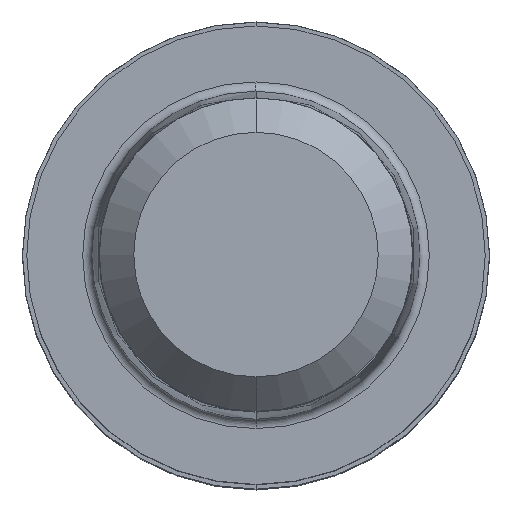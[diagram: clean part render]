
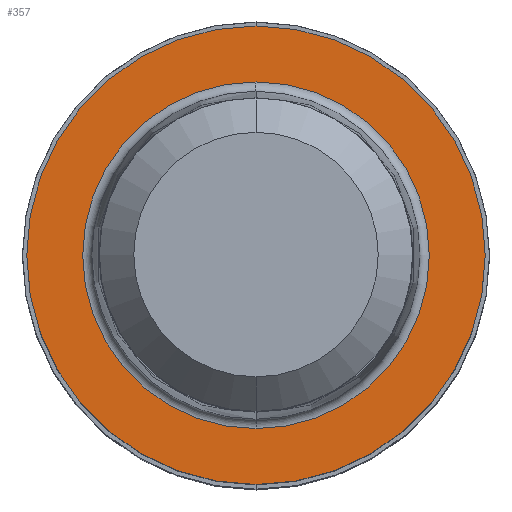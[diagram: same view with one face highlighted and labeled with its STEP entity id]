
A CAD part, top view. The second image highlights one B-rep face of the part: STEP entity #357.
In plain terms, the highlighted planar face has unit normal (0, 0, 1).
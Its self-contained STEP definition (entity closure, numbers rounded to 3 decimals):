
#191=VERTEX_POINT('',#526);
#295=EDGE_CURVE('',#491,#191,#645,.T.);
#303=EDGE_CURVE('',#493,#369,#653,.T.);
#357=ADVANCED_FACE('',(#711,#712),#713,.T.);
#369=VERTEX_POINT('',#727);
#453=EDGE_CURVE('',#191,#491,#825,.T.);
#491=VERTEX_POINT('',#868);
#493=VERTEX_POINT('',#870);
#501=EDGE_CURVE('',#369,#493,#878,.T.);
#526=CARTESIAN_POINT('',(0.,-7.85,0.01));
#645=CIRCLE('',#1045,7.85);
#653=CIRCLE('',#1059,5.935);
#711=FACE_OUTER_BOUND('',#1137,.T.);
#712=FACE_BOUND('',#1138,.T.);
#713=PLANE('',#1139);
#727=CARTESIAN_POINT('',(0.0,5.935,0.01));
#825=CIRCLE('',#1276,7.85);
#868=CARTESIAN_POINT('',(0.0,7.85,0.01));
#870=CARTESIAN_POINT('',(0.,-5.935,0.01));
#878=CIRCLE('',#1344,5.935);
#1045=AXIS2_PLACEMENT_3D('',#1494,#1495,#1496);
#1059=AXIS2_PLACEMENT_3D('',#1502,#1503,#1504);
#1137=EDGE_LOOP('',(#1573,#1574));
#1138=EDGE_LOOP('',(#1575,#1576));
#1139=AXIS2_PLACEMENT_3D('',#1577,#1578,#1579);
#1276=AXIS2_PLACEMENT_3D('',#1745,#1746,#1747);
#1344=AXIS2_PLACEMENT_3D('',#1815,#1816,#1817);
#1494=CARTESIAN_POINT('',(0.0,0.0,0.01));
#1495=DIRECTION('',(0.0,0.0,-1.0));
#1496=DIRECTION('',(0.0,1.0,0.0));
#1502=CARTESIAN_POINT('',(0.0,0.0,0.01));
#1503=DIRECTION('',(0.0,0.0,-1.0));
#1504=DIRECTION('',(0.0,1.0,0.0));
#1573=ORIENTED_EDGE('',*,*,#295,.F.);
#1574=ORIENTED_EDGE('',*,*,#453,.F.);
#1575=ORIENTED_EDGE('',*,*,#501,.T.);
#1576=ORIENTED_EDGE('',*,*,#303,.T.);
#1577=CARTESIAN_POINT('',(0.0,3.925,0.01));
#1578=DIRECTION('',(-0.0,0.0,1.0));
#1579=DIRECTION('',(0.0,-1.0,0.0));
#1745=CARTESIAN_POINT('',(0.0,0.0,0.01));
#1746=DIRECTION('',(0.0,0.0,-1.0));
#1747=DIRECTION('',(0.0,1.0,0.0));
#1815=CARTESIAN_POINT('',(0.0,0.0,0.01));
#1816=DIRECTION('',(0.0,0.0,-1.0));
#1817=DIRECTION('',(0.0,1.0,0.0));
